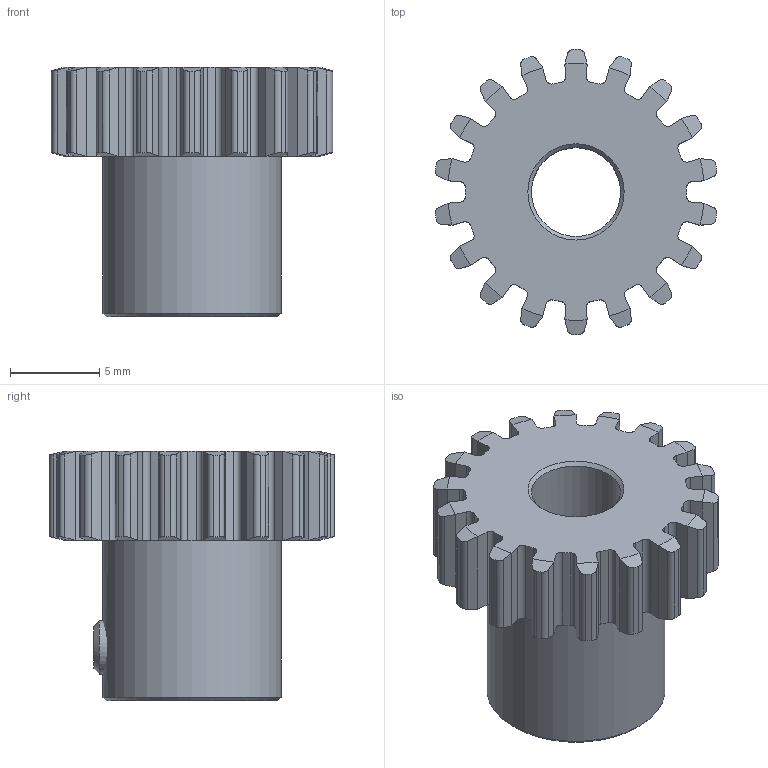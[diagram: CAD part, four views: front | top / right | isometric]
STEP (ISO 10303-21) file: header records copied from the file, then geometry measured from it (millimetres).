
FILE_DESCRIPTION( ( 'STEP AP203' ), '1' );
FILE_NAME( 'GEABP0_8-18-5-B-5_2_03.stp', ' ', ( ' ' ), ( ' ' ), 'PSStep 15.0.47', 'PARTsolutions', ' ' );
FILE_SCHEMA( ( 'CONFIG_CONTROL_DESIGN' ) );
Length unit declared in the file: millimetre
Products named in the file (3): GEABP0.8-18-5-B-5; _GEABP0.8-18-5-B-5_b; _SET-SCREW3-3
Assembly tree (2 placements, depth 2):
  GEABP0.8-18-5-B-5
    _GEABP0.8-18-5-B-5_b
    _SET-SCREW3-3
Bounding box: 15.82 x 16 x 14 mm (x, y, z)
Volume: 1218.3 mm3; surface area: 1281 mm2
Topology: 2 solids, 2 shells, 244 faces, 635 edges, 396 vertices
Faces by surface type: cylinder 112, plane 89, cone 43
Full cylindrical faces by diameter (mm): 2.459 x1, 3 x1, 5 x1, 10 x1
Entity records: 7798 total; most frequent: CARTESIAN_POINT 1920, ORIENTED_EDGE 1240, DIRECTION 1166, EDGE_CURVE 620, AXIS2_PLACEMENT_3D 445, VERTEX_POINT 393, LINE 276, VECTOR 276
